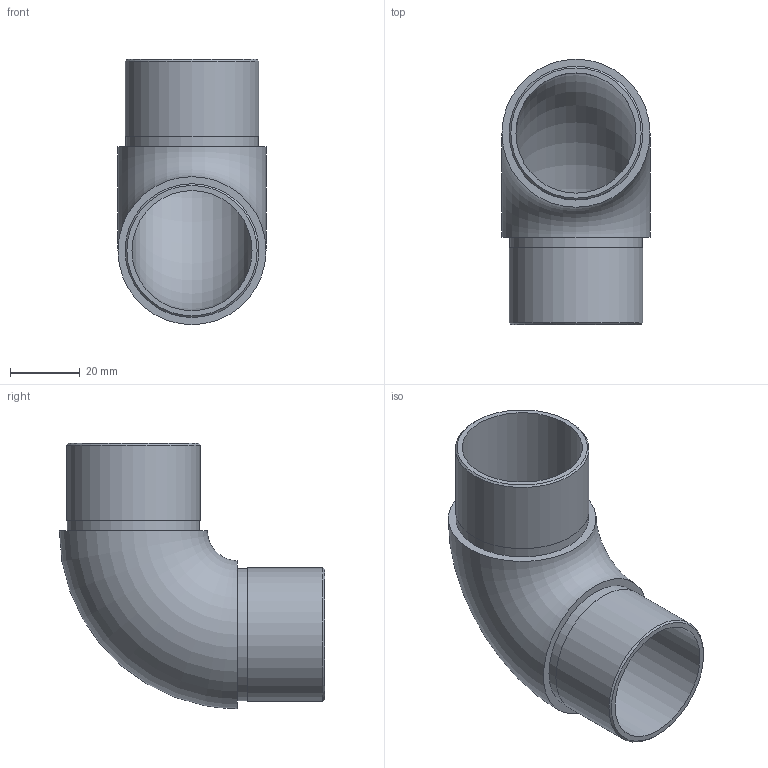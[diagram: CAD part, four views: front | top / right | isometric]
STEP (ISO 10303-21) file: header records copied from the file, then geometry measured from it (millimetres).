
FILE_DESCRIPTION (( 'STEP AP203' ), '1' );
FILE_NAME ('56248-320-42.step', '2019-12-12T14:01:32', ( '' ), ( '' ), 'SwSTEP 2.0', 'SolidWorks 2015', '' );
FILE_SCHEMA (( 'CONFIG_CONTROL_DESIGN' ));
Length unit declared in the file: millimetre
Products named in the file (2): 56248-320-42
Bounding box: 42.4 x 76 x 76 mm (x, y, z)
Volume: 33545.3 mm3; surface area: 23752.2 mm2
Topology: 1 solids, 1 shells, 286 faces, 752 edges, 501 vertices
Faces by surface type: plane 124, bspline 123, cylinder 35, torus 2, cone 2
Full cylindrical faces by diameter (mm): 34.4 x2, 37.9 x2, 38.3 x2
Entity records: 13862 total; most frequent: CARTESIAN_POINT 7520, ORIENTED_EDGE 1478, DIRECTION 905, EDGE_CURVE 739, VERTEX_POINT 498, LINE 347, VECTOR 347, EDGE_LOOP 331
